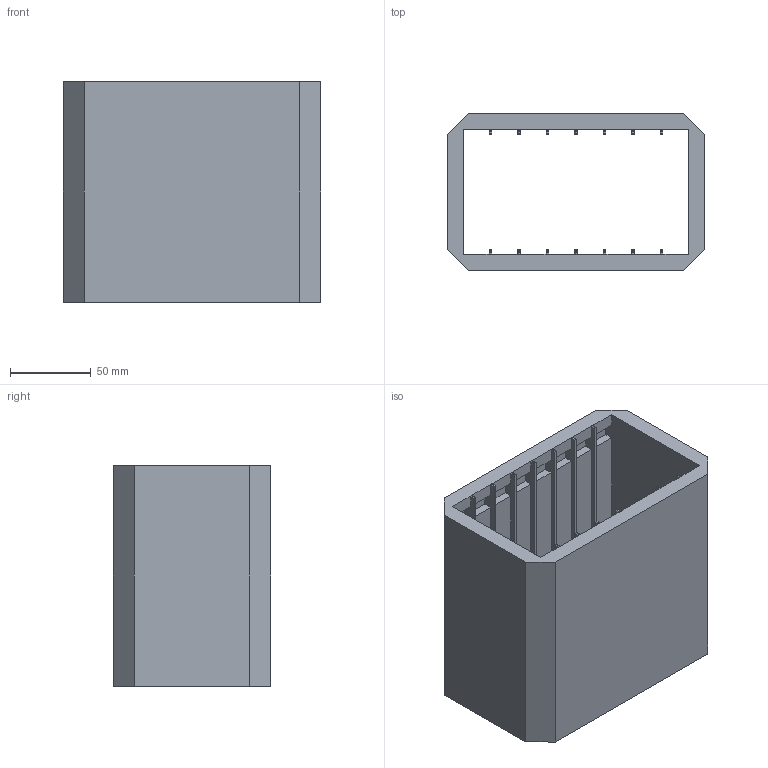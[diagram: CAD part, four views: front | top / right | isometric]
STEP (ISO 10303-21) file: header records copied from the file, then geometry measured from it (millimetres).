
FILE_DESCRIPTION (( 'STEP AP214' ), '1' );
FILE_NAME ('×°ÅäÌå1.STEP', '2024-05-18T05:31:36', ( '' ), ( '' ), 'SwSTEP 2.0', 'SolidWorks 2023', '' );
FILE_SCHEMA (( 'AUTOMOTIVE_DESIGN' ));
Length unit declared in the file: millimetre
Products named in the file (2): 零件2^装配体1; 装配体1
Assembly tree (1 placements, depth 2):
  装配体1
    零件2^装配体1
Bounding box: 159 x 97 x 136 mm (x, y, z)
Volume: 597406.9 mm3; surface area: 145748.3 mm2
Topology: 1 solids, 1 shells, 154 faces, 432 edges, 288 vertices
Faces by surface type: plane 138, cylinder 16
Entity records: 4947 total; most frequent: CARTESIAN_POINT 878, ORIENTED_EDGE 864, DIRECTION 780, EDGE_CURVE 432, VECTOR 400, LINE 400, VERTEX_POINT 288, AXIS2_PLACEMENT_3D 190
